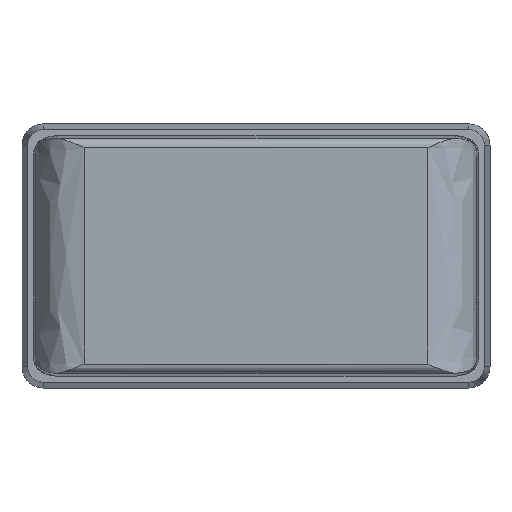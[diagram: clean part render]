
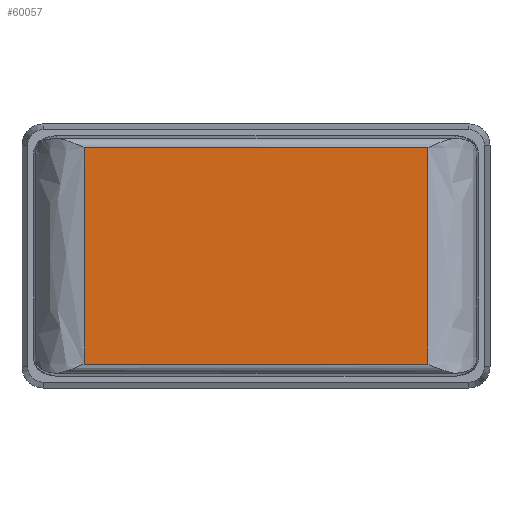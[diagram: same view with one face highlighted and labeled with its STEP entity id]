
A CAD part, top view. The second image highlights one B-rep face of the part: STEP entity #60057.
In plain terms, the highlighted planar face has unit normal (0, 0, 1).
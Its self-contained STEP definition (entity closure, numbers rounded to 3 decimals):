
#4757 = CARTESIAN_POINT ( 'NONE',  ( -18.55, 1.297, 9.5 ) ) ;
#5338 = CARTESIAN_POINT ( 'NONE',  ( 18.55, 24.661, 9.5 ) ) ;
#6383 = CARTESIAN_POINT ( 'NONE',  ( 18.55, 16.873, 9.5 ) ) ;
#7335 = ORIENTED_EDGE ( 'NONE', *, *, #43792, .T. ) ;
#9583 = FACE_OUTER_BOUND ( 'NONE', #13317, .T. ) ;
#10468 = VERTEX_POINT ( 'NONE', #5338 ) ;
#10982 = B_SPLINE_CURVE_WITH_KNOTS ( 'NONE', 3,
 ( #57984, #58199, #6383, #42708 ),
 .UNSPECIFIED., .F., .F.,
 ( 4, 4 ),
 ( 0., 1. ),
 .UNSPECIFIED. ) ;
#11158 = VERTEX_POINT ( 'NONE', #4757 ) ;
#12764 = CARTESIAN_POINT ( 'NONE',  ( -18.55, 24.661, 9.5 ) ) ;
#13053 = EDGE_CURVE ( 'NONE', #59227, #11158, #55009, .T. ) ;
#13317 = EDGE_LOOP ( 'NONE', ( #43867, #45766, #41031, #7335 ) ) ;
#14731 = LINE ( 'NONE', #65849, #29408 ) ;
#16051 = CARTESIAN_POINT ( 'NONE',  ( 23.196, 0.459, 9.5 ) ) ;
#21032 = DIRECTION ( 'NONE',  ( 0., 0., -1. ) ) ;
#22698 = CARTESIAN_POINT ( 'NONE',  ( -18.55, 9.085, 9.5 ) ) ;
#24490 = VERTEX_POINT ( 'NONE', #45166 ) ;
#26467 = EDGE_CURVE ( 'NONE', #10468, #59227, #49254, .T. ) ;
#28665 = CARTESIAN_POINT ( 'NONE',  ( -18.55, 16.873, 9.5 ) ) ;
#29408 = VECTOR ( 'NONE', #49537, 1000. ) ;
#29767 = VECTOR ( 'NONE', #66628, 1000. ) ;
#30975 = CARTESIAN_POINT ( 'NONE',  ( -18.55, 24.661, 9.5 ) ) ;
#41031 = ORIENTED_EDGE ( 'NONE', *, *, #43954, .T. ) ;
#42708 = CARTESIAN_POINT ( 'NONE',  ( 18.55, 24.661, 9.5 ) ) ;
#43792 = EDGE_CURVE ( 'NONE', #24490, #10468, #10982, .T. ) ;
#43867 = ORIENTED_EDGE ( 'NONE', *, *, #26467, .T. ) ;
#43954 = EDGE_CURVE ( 'NONE', #11158, #24490, #14731, .T. ) ;
#45166 = CARTESIAN_POINT ( 'NONE',  ( 18.55, 1.297, 9.5 ) ) ;
#45766 = ORIENTED_EDGE ( 'NONE', *, *, #13053, .T. ) ;
#45988 = CARTESIAN_POINT ( 'NONE',  ( 23.196, 24.661, 9.5 ) ) ;
#47644 = DIRECTION ( 'NONE',  ( -1., 0., 0. ) ) ;
#49254 = LINE ( 'NONE', #45988, #29767 ) ;
#49537 = DIRECTION ( 'NONE',  ( 1., 0., 0. ) ) ;
#55009 = B_SPLINE_CURVE_WITH_KNOTS ( 'NONE', 3,
 ( #12764, #28665, #22698, #58925 ),
 .UNSPECIFIED., .F., .F.,
 ( 4, 4 ),
 ( 0., 1. ),
 .UNSPECIFIED. ) ;
#57695 = PLANE ( 'NONE',  #62320 ) ;
#57984 = CARTESIAN_POINT ( 'NONE',  ( 18.55, 1.297, 9.5 ) ) ;
#58199 = CARTESIAN_POINT ( 'NONE',  ( 18.55, 9.085, 9.5 ) ) ;
#58925 = CARTESIAN_POINT ( 'NONE',  ( -18.55, 1.297, 9.5 ) ) ;
#59227 = VERTEX_POINT ( 'NONE', #30975 ) ;
#60057 = ADVANCED_FACE ( 'NONE', ( #9583 ), #57695, .F. ) ;
#62320 = AXIS2_PLACEMENT_3D ( 'NONE', #16051, #21032, #47644 ) ;
#65849 = CARTESIAN_POINT ( 'NONE',  ( 23.196, 1.297, 9.5 ) ) ;
#66628 = DIRECTION ( 'NONE',  ( -1., 0., 0. ) ) ;
